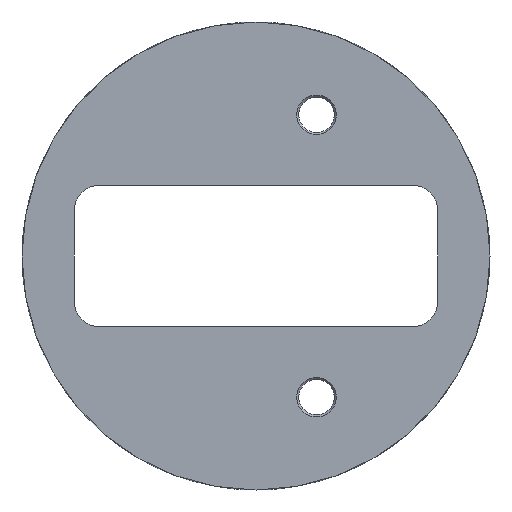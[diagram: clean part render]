
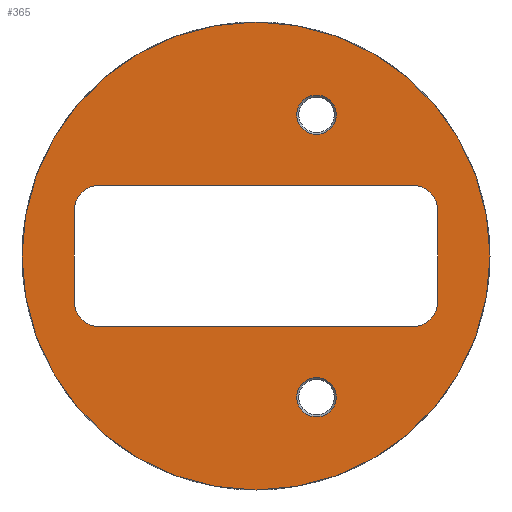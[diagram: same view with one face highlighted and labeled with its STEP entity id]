
A CAD part, front view. The second image highlights one B-rep face of the part: STEP entity #365.
In plain terms, the highlighted planar face has unit normal (0, -1, 0).
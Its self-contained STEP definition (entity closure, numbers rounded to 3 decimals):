
#19 = DIRECTION ( 'NONE',  ( 0., 1., 0. ) ) ;
#34 = CIRCLE ( 'NONE', #1144, 4.889 ) ;
#48 = DIRECTION ( 'NONE',  ( 0., 0., -1. ) ) ;
#73 = FACE_OUTER_BOUND ( 'NONE', #1303, .T. ) ;
#75 = AXIS2_PLACEMENT_3D ( 'NONE', #1482, #2281, #2068 ) ;
#77 = ORIENTED_EDGE ( 'NONE', *, *, #1992, .T. ) ;
#88 = CIRCLE ( 'NONE', #2500, 58. ) ;
#100 = DIRECTION ( 'NONE',  ( 0., 1., 0. ) ) ;
#104 = DIRECTION ( 'NONE',  ( -1., 0., 0. ) ) ;
#117 = CIRCLE ( 'NONE', #2415, 6. ) ;
#118 = CARTESIAN_POINT ( 'NONE',  ( -45., 0., -11.5 ) ) ;
#122 = VECTOR ( 'NONE', #2448, 1000. ) ;
#222 = AXIS2_PLACEMENT_3D ( 'NONE', #2164, #2368, #1761 ) ;
#254 = VERTEX_POINT ( 'NONE', #2356 ) ;
#260 = CARTESIAN_POINT ( 'NONE',  ( 15., 0., -30.111 ) ) ;
#281 = VERTEX_POINT ( 'NONE', #2199 ) ;
#295 = EDGE_CURVE ( 'NONE', #1206, #281, #2376, .T. ) ;
#312 = ORIENTED_EDGE ( 'NONE', *, *, #1092, .T. ) ;
#313 = VERTEX_POINT ( 'NONE', #1412 ) ;
#365 = ADVANCED_FACE ( 'NONE', ( #1920, #1463, #2242, #73 ), #1111, .F. ) ;
#394 = CARTESIAN_POINT ( 'NONE',  ( 15., 0., 35. ) ) ;
#434 = CARTESIAN_POINT ( 'NONE',  ( -39., 0., 11.5 ) ) ;
#461 = AXIS2_PLACEMENT_3D ( 'NONE', #1582, #2400, #1220 ) ;
#489 = DIRECTION ( 'NONE',  ( 0., 0., -1. ) ) ;
#496 = CARTESIAN_POINT ( 'NONE',  ( 39., 0., 11.5 ) ) ;
#537 = CIRCLE ( 'NONE', #222, 6. ) ;
#538 = AXIS2_PLACEMENT_3D ( 'NONE', #1701, #2505, #1352 ) ;
#562 = EDGE_CURVE ( 'NONE', #2289, #2058, #1956, .T. ) ;
#609 = ORIENTED_EDGE ( 'NONE', *, *, #1284, .F. ) ;
#610 = CARTESIAN_POINT ( 'NONE',  ( -39., 0., -11.5 ) ) ;
#641 = DIRECTION ( 'NONE',  ( 0., 0., -1. ) ) ;
#667 = VERTEX_POINT ( 'NONE', #1268 ) ;
#682 = CARTESIAN_POINT ( 'NONE',  ( 0., 0., -58. ) ) ;
#700 = CARTESIAN_POINT ( 'NONE',  ( 15., 0., 30.111 ) ) ;
#716 = ORIENTED_EDGE ( 'NONE', *, *, #1349, .T. ) ;
#774 = AXIS2_PLACEMENT_3D ( 'NONE', #496, #100, #2054 ) ;
#807 = AXIS2_PLACEMENT_3D ( 'NONE', #1338, #1711, #2328 ) ;
#820 = CIRCLE ( 'NONE', #774, 6. ) ;
#834 = CARTESIAN_POINT ( 'NONE',  ( 15., 0., -39.889 ) ) ;
#947 = ORIENTED_EDGE ( 'NONE', *, *, #1854, .T. ) ;
#958 = DIRECTION ( 'NONE',  ( 0., 0., -1. ) ) ;
#985 = AXIS2_PLACEMENT_3D ( 'NONE', #434, #1789, #994 ) ;
#993 = EDGE_LOOP ( 'NONE', ( #1324, #1118 ) ) ;
#994 = DIRECTION ( 'NONE',  ( 0., 0., 1. ) ) ;
#1042 = CARTESIAN_POINT ( 'NONE',  ( -39., 0., 17.5 ) ) ;
#1073 = CARTESIAN_POINT ( 'NONE',  ( 0., 0., 0. ) ) ;
#1079 = DIRECTION ( 'NONE',  ( 0., -1., 0. ) ) ;
#1092 = EDGE_CURVE ( 'NONE', #1718, #1247, #2266, .T. ) ;
#1111 = PLANE ( 'NONE',  #75 ) ;
#1118 = ORIENTED_EDGE ( 'NONE', *, *, #2220, .F. ) ;
#1144 = AXIS2_PLACEMENT_3D ( 'NONE', #394, #1165, #958 ) ;
#1149 = ORIENTED_EDGE ( 'NONE', *, *, #295, .T. ) ;
#1165 = DIRECTION ( 'NONE',  ( 0., -1., 0. ) ) ;
#1196 = VECTOR ( 'NONE', #104, 1000. ) ;
#1206 = VERTEX_POINT ( 'NONE', #1320 ) ;
#1211 = AXIS2_PLACEMENT_3D ( 'NONE', #1451, #1613, #641 ) ;
#1220 = DIRECTION ( 'NONE',  ( 0., 0., -1. ) ) ;
#1247 = VERTEX_POINT ( 'NONE', #1692 ) ;
#1268 = CARTESIAN_POINT ( 'NONE',  ( 39., 0., -17.5 ) ) ;
#1284 = EDGE_CURVE ( 'NONE', #2058, #2289, #34, .T. ) ;
#1303 = EDGE_LOOP ( 'NONE', ( #1743, #947 ) ) ;
#1320 = CARTESIAN_POINT ( 'NONE',  ( 45., 0., 11.5 ) ) ;
#1324 = ORIENTED_EDGE ( 'NONE', *, *, #2215, .F. ) ;
#1329 = ORIENTED_EDGE ( 'NONE', *, *, #1775, .T. ) ;
#1330 = DIRECTION ( 'NONE',  ( 1., 0., 0. ) ) ;
#1338 = CARTESIAN_POINT ( 'NONE',  ( 15., 0., -35. ) ) ;
#1349 = EDGE_CURVE ( 'NONE', #281, #667, #537, .T. ) ;
#1352 = DIRECTION ( 'NONE',  ( 0., 0., -1. ) ) ;
#1372 = LINE ( 'NONE', #2295, #2489 ) ;
#1412 = CARTESIAN_POINT ( 'NONE',  ( 0., 0., 58. ) ) ;
#1451 = CARTESIAN_POINT ( 'NONE',  ( 0., 0., 0. ) ) ;
#1456 = CARTESIAN_POINT ( 'NONE',  ( -39., 0., -17.5 ) ) ;
#1463 = FACE_BOUND ( 'NONE', #2310, .T. ) ;
#1482 = CARTESIAN_POINT ( 'NONE',  ( 0., 0., 0. ) ) ;
#1582 = CARTESIAN_POINT ( 'NONE',  ( 15., 0., 35. ) ) ;
#1600 = EDGE_CURVE ( 'NONE', #667, #254, #2231, .T. ) ;
#1613 = DIRECTION ( 'NONE',  ( 0., -1., 0. ) ) ;
#1667 = CARTESIAN_POINT ( 'NONE',  ( 39., 0., 17.5 ) ) ;
#1692 = CARTESIAN_POINT ( 'NONE',  ( -45., 0., 11.5 ) ) ;
#1701 = CARTESIAN_POINT ( 'NONE',  ( 15., 0., -35. ) ) ;
#1705 = CARTESIAN_POINT ( 'NONE',  ( -45., 0., -11.5 ) ) ;
#1711 = DIRECTION ( 'NONE',  ( 0., -1., 0. ) ) ;
#1718 = VERTEX_POINT ( 'NONE', #1705 ) ;
#1743 = ORIENTED_EDGE ( 'NONE', *, *, #2009, .T. ) ;
#1761 = DIRECTION ( 'NONE',  ( 0., 0., -1. ) ) ;
#1775 = EDGE_CURVE ( 'NONE', #254, #1718, #117, .T. ) ;
#1789 = DIRECTION ( 'NONE',  ( 0., 1., 0. ) ) ;
#1807 = EDGE_CURVE ( 'NONE', #1247, #1914, #2547, .T. ) ;
#1830 = VECTOR ( 'NONE', #48, 1000. ) ;
#1854 = EDGE_CURVE ( 'NONE', #313, #2083, #1910, .T. ) ;
#1901 = ORIENTED_EDGE ( 'NONE', *, *, #562, .F. ) ;
#1910 = CIRCLE ( 'NONE', #1211, 58. ) ;
#1914 = VERTEX_POINT ( 'NONE', #1042 ) ;
#1920 = FACE_BOUND ( 'NONE', #993, .T. ) ;
#1926 = VERTEX_POINT ( 'NONE', #260 ) ;
#1940 = CIRCLE ( 'NONE', #807, 4.889 ) ;
#1956 = CIRCLE ( 'NONE', #461, 4.889 ) ;
#1992 = EDGE_CURVE ( 'NONE', #2035, #1206, #820, .T. ) ;
#2007 = CIRCLE ( 'NONE', #538, 4.889 ) ;
#2009 = EDGE_CURVE ( 'NONE', #2083, #313, #88, .T. ) ;
#2035 = VERTEX_POINT ( 'NONE', #1667 ) ;
#2054 = DIRECTION ( 'NONE',  ( 0., 0., 1. ) ) ;
#2058 = VERTEX_POINT ( 'NONE', #700 ) ;
#2068 = DIRECTION ( 'NONE',  ( 0., 0., 1. ) ) ;
#2083 = VERTEX_POINT ( 'NONE', #682 ) ;
#2164 = CARTESIAN_POINT ( 'NONE',  ( 39., 0., -11.5 ) ) ;
#2199 = CARTESIAN_POINT ( 'NONE',  ( 45., 0., -11.5 ) ) ;
#2203 = ORIENTED_EDGE ( 'NONE', *, *, #2216, .T. ) ;
#2215 = EDGE_CURVE ( 'NONE', #2519, #1926, #2007, .T. ) ;
#2216 = EDGE_CURVE ( 'NONE', #1914, #2035, #1372, .T. ) ;
#2220 = EDGE_CURVE ( 'NONE', #1926, #2519, #1940, .T. ) ;
#2226 = ORIENTED_EDGE ( 'NONE', *, *, #1600, .T. ) ;
#2231 = LINE ( 'NONE', #1456, #1196 ) ;
#2242 = FACE_BOUND ( 'NONE', #2467, .T. ) ;
#2266 = LINE ( 'NONE', #118, #122 ) ;
#2281 = DIRECTION ( 'NONE',  ( 0., 1., 0. ) ) ;
#2289 = VERTEX_POINT ( 'NONE', #2348 ) ;
#2295 = CARTESIAN_POINT ( 'NONE',  ( -39., 0., 17.5 ) ) ;
#2310 = EDGE_LOOP ( 'NONE', ( #609, #1901 ) ) ;
#2328 = DIRECTION ( 'NONE',  ( 0., 0., -1. ) ) ;
#2348 = CARTESIAN_POINT ( 'NONE',  ( 15., 0., 39.889 ) ) ;
#2356 = CARTESIAN_POINT ( 'NONE',  ( -39., 0., -17.5 ) ) ;
#2368 = DIRECTION ( 'NONE',  ( 0., 1., 0. ) ) ;
#2376 = LINE ( 'NONE', #2546, #1830 ) ;
#2400 = DIRECTION ( 'NONE',  ( 0., -1., 0. ) ) ;
#2409 = DIRECTION ( 'NONE',  ( 0., 0., 1. ) ) ;
#2415 = AXIS2_PLACEMENT_3D ( 'NONE', #610, #19, #2409 ) ;
#2448 = DIRECTION ( 'NONE',  ( 0., 0., 1. ) ) ;
#2467 = EDGE_LOOP ( 'NONE', ( #312, #2512, #2203, #77, #1149, #716, #2226, #1329 ) ) ;
#2489 = VECTOR ( 'NONE', #1330, 1000. ) ;
#2500 = AXIS2_PLACEMENT_3D ( 'NONE', #1073, #1079, #489 ) ;
#2505 = DIRECTION ( 'NONE',  ( 0., -1., 0. ) ) ;
#2512 = ORIENTED_EDGE ( 'NONE', *, *, #1807, .T. ) ;
#2519 = VERTEX_POINT ( 'NONE', #834 ) ;
#2546 = CARTESIAN_POINT ( 'NONE',  ( 45., 0., -11.5 ) ) ;
#2547 = CIRCLE ( 'NONE', #985, 6. ) ;
